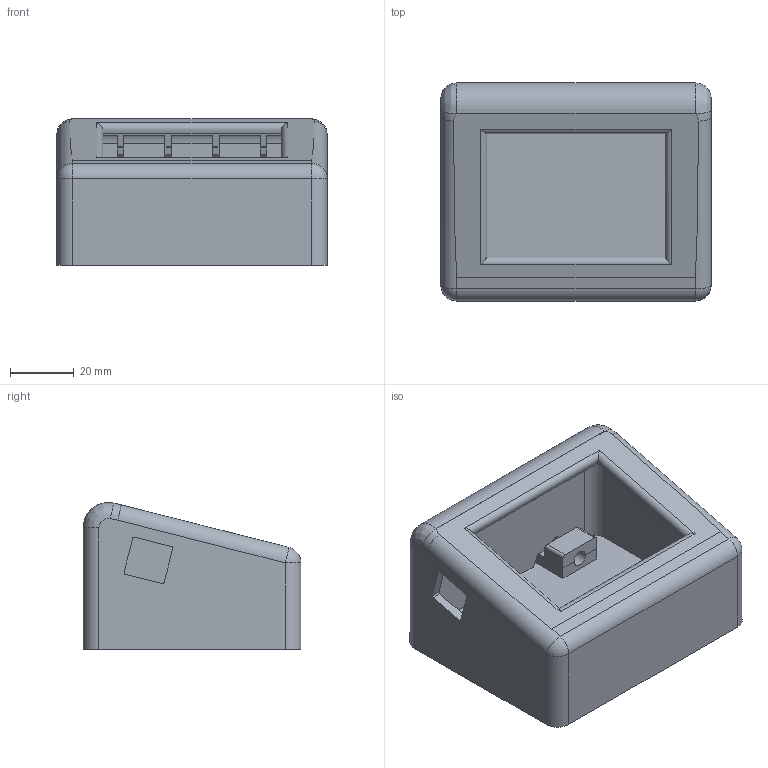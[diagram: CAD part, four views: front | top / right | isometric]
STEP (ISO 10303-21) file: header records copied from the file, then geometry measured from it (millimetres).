
FILE_DESCRIPTION(/* description */ (''),/* implementation_level */ '2;1');
FILE_NAME(/* name */ 'enclosure-sous-vide-v3 v6.step',/* time_stamp */ '2022-01-01T19:01:45+01:00',/* author */ (''),/* organization */ (''),/* preprocessor_version */ 'ST-DEVELOPER v18.1',/* originating_system */ 'Autodesk Translation Framework v10.10.0.1391',/* authorisation */ '');
FILE_SCHEMA (('AUTOMOTIVE_DESIGN { 1 0 10303 214 3 1 1 }'));
Length unit declared in the file: millimetre
Products named in the file (4): enclosure-sous-vide-v3; hull; floor; klemblokje
Assembly tree (3 placements, depth 2):
  enclosure-sous-vide-v3
    hull
    floor
    klemblokje
Bounding box: 85 x 68.49 x 46.19 mm (x, y, z)
Volume: 57876.7 mm3; surface area: 41909.1 mm2
Topology: 7 solids, 7 shells, 250 faces, 661 edges, 427 vertices
Faces by surface type: plane 173, cylinder 69, bspline 6, sphere 2
Full cylindrical faces by diameter (mm): 8 x4
Entity records: 7960 total; most frequent: CARTESIAN_POINT 1550, ORIENTED_EDGE 1318, DIRECTION 1295, EDGE_CURVE 659, LINE 505, VECTOR 505, VERTEX_POINT 427, AXIS2_PLACEMENT_3D 395
